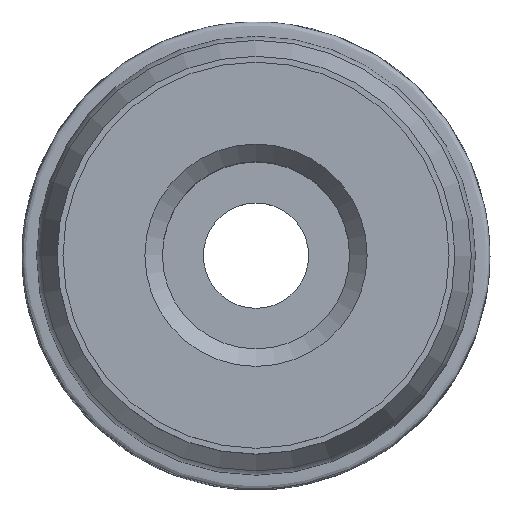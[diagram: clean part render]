
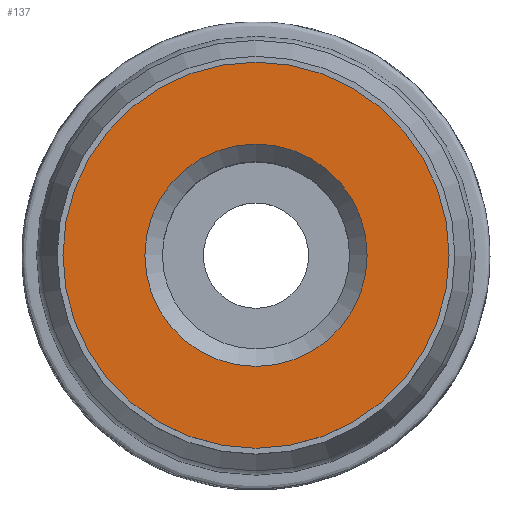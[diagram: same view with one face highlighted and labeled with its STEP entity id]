
A CAD part, top view. The second image highlights one B-rep face of the part: STEP entity #137.
In plain terms, the highlighted planar face has unit normal (0, 0, 1).
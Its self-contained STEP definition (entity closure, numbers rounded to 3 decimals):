
#111=PLANE('',#502);
#137=ADVANCED_FACE('CU_BACK_F001',(#185,#186),#111,.F.);
#185=FACE_BOUND('',#236,.T.);
#186=FACE_BOUND('',#237,.T.);
#236=EDGE_LOOP('',(#286));
#237=EDGE_LOOP('',(#287));
#286=ORIENTED_EDGE('',*,*,#347,.T.);
#287=ORIENTED_EDGE('',*,*,#346,.F.);
#320=VERTEX_POINT('',#709);
#321=VERTEX_POINT('',#712);
#346=EDGE_CURVE('',#320,#320,#371,.T.);
#347=EDGE_CURVE('',#321,#321,#372,.T.);
#371=CIRCLE('',#499,16.5);
#372=CIRCLE('',#501,9.5);
#499=AXIS2_PLACEMENT_3D('',#708,#600,#601);
#501=AXIS2_PLACEMENT_3D('',#711,#604,#605);
#502=AXIS2_PLACEMENT_3D('',#713,#606,#607);
#600=DIRECTION('',(0.,0.,-1.));
#601=DIRECTION('',(1.,0.,0.));
#604=DIRECTION('',(0.,0.,-1.));
#605=DIRECTION('',(1.,0.,0.));
#606=DIRECTION('',(0.,0.,-1.));
#607=DIRECTION('',(-1.,0.,0.));
#708=CARTESIAN_POINT('',(0.,0.,0.));
#709=CARTESIAN_POINT('',(16.5,0.,0.));
#711=CARTESIAN_POINT('',(0.,0.,0.));
#712=CARTESIAN_POINT('',(9.5,0.,0.));
#713=CARTESIAN_POINT('',(-16.5,0.,0.));
